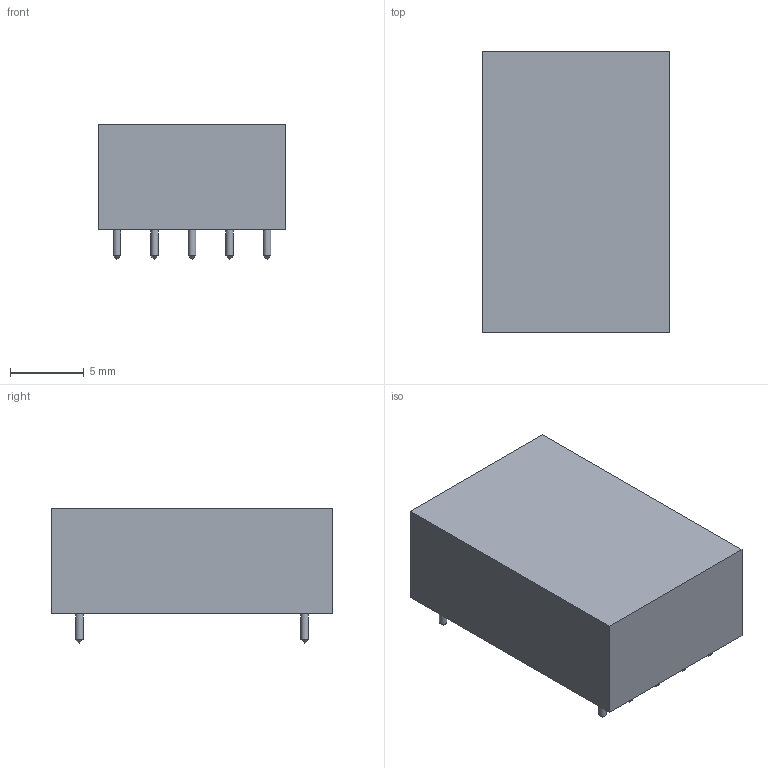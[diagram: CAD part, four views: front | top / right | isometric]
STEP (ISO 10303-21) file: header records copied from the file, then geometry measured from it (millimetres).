
FILE_DESCRIPTION(/* description */ (''),/* implementation_level */ '2;1');
FILE_NAME(/* name */ 'LED v1.step',/* time_stamp */ '2018-11-07T09:42:24-06:00',/* author */ ('bmboucher'),/* organization */ (''),/* preprocessor_version */ 'ST-DEVELOPER v17.2',/* originating_system */ 'Autodesk Translation Framework v7.6.0.251',/* authorisation */ '');
FILE_SCHEMA (('AUTOMOTIVE_DESIGN { 1 0 10303 214 3 1 1 }'));
Length unit declared in the file: millimetre
Products named in the file (1): LED
Bounding box: 12.7 x 19.05 x 9.13 mm (x, y, z)
Volume: 1728.7 mm3; surface area: 965.3 mm2
Topology: 1 solids, 1 shells, 26 faces, 62 edges, 38 vertices
Faces by surface type: cone 10, cylinder 10, plane 6
Full cylindrical faces by diameter (mm): 0.508 x10
Entity records: 771 total; most frequent: DIRECTION 126, CARTESIAN_POINT 117, ORIENTED_EDGE 104, EDGE_CURVE 52, AXIS2_PLACEMENT_3D 47, VERTEX_POINT 38, EDGE_LOOP 36, LINE 32
